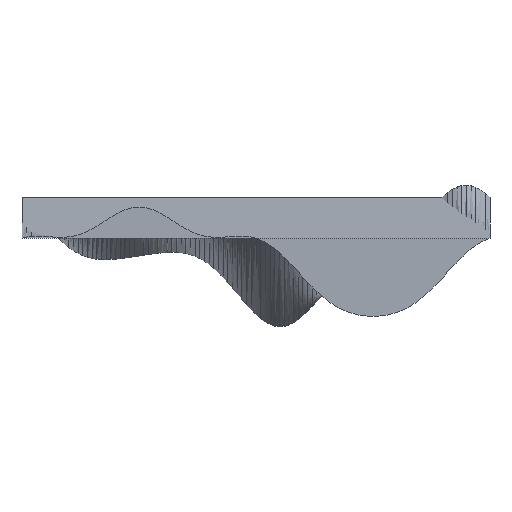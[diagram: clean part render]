
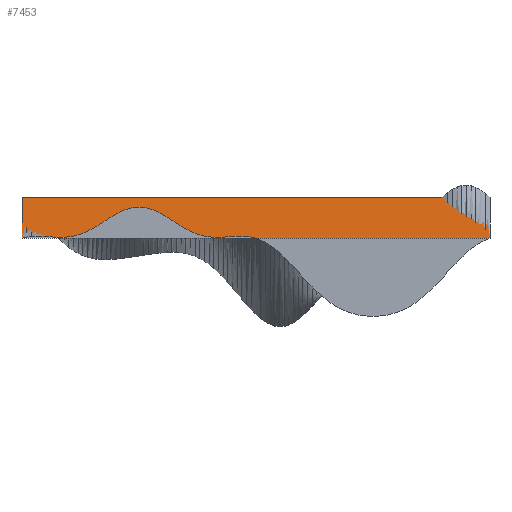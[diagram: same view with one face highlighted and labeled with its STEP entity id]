
A CAD part, top view. The second image highlights one B-rep face of the part: STEP entity #7453.
In plain terms, the highlighted planar face has unit normal (0, 0.916, 0.401).
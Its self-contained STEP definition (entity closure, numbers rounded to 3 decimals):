
#22 = VERTEX_POINT('',#23);
#23 = CARTESIAN_POINT('',(0.,125.,0.));
#32 = B_SPLINE_SURFACE_WITH_KNOTS('',1,1,(
    (#33,#34)
    ,(#35,#36
    )),.UNSPECIFIED.,.F.,.F.,.F.,(2,2),(2,2),(0.,14.153),(0.,1.
    ),.PIECEWISE_BEZIER_KNOTS.);
#33 = CARTESIAN_POINT('',(0.,125.,0.));
#34 = CARTESIAN_POINT('',(0.,37.5,200.));
#35 = CARTESIAN_POINT('',(10.,114.985,0.));
#36 = CARTESIAN_POINT('',(10.,40.066,200.));
#44 = PLANE('',#45);
#45 = AXIS2_PLACEMENT_3D('',#46,#47,#48);
#46 = CARTESIAN_POINT('',(0.,125.,0.));
#47 = DIRECTION('',(0.,0.,-1.));
#48 = DIRECTION('',(1.,0.,0.));
#84 = VERTEX_POINT('',#85);
#85 = CARTESIAN_POINT('',(0.,37.5,200.));
#98 = PLANE('',#99);
#99 = AXIS2_PLACEMENT_3D('',#100,#101,#102);
#100 = CARTESIAN_POINT('',(0.,37.5,200.));
#101 = DIRECTION('',(0.,0.,-1.));
#102 = DIRECTION('',(1.,0.,0.));
#110 = EDGE_CURVE('',#22,#84,#111,.T.);
#111 = SURFACE_CURVE('',#112,(#115,#122),.PCURVE_S1.);
#112 = B_SPLINE_CURVE_WITH_KNOTS('',1,(#113,#114),.UNSPECIFIED.,.F.,.F.,
  (2,2),(0.,1.),.PIECEWISE_BEZIER_KNOTS.);
#113 = CARTESIAN_POINT('',(0.,125.,0.));
#114 = CARTESIAN_POINT('',(0.,37.5,200.));
#115 = PCURVE('',#32,#116);
#116 = DEFINITIONAL_REPRESENTATION('',(#117),#121);
#117 = LINE('',#118,#119);
#118 = CARTESIAN_POINT('',(0.,0.));
#119 = VECTOR('',#120,1.);
#120 = DIRECTION('',(0.,1.));
#121 = ( GEOMETRIC_REPRESENTATION_CONTEXT(2) 
PARAMETRIC_REPRESENTATION_CONTEXT() REPRESENTATION_CONTEXT('2D SPACE',''
  ) );
#122 = PCURVE('',#123,#128);
#123 = PLANE('',#124);
#124 = AXIS2_PLACEMENT_3D('',#125,#126,#127);
#125 = CARTESIAN_POINT('',(1000.,37.5,200.));
#126 = DIRECTION('',(0.,0.916,0.401));
#127 = DIRECTION('',(-1.,0.,0.));
#128 = DEFINITIONAL_REPRESENTATION('',(#129),#132);
#129 = B_SPLINE_CURVE_WITH_KNOTS('',1,(#130,#131),.UNSPECIFIED.,.F.,.F.,
  (2,2),(0.,1.),.PIECEWISE_BEZIER_KNOTS.);
#130 = CARTESIAN_POINT('',(1000.,-218.303));
#131 = CARTESIAN_POINT('',(1000.,0.));
#132 = ( GEOMETRIC_REPRESENTATION_CONTEXT(2) 
PARAMETRIC_REPRESENTATION_CONTEXT() REPRESENTATION_CONTEXT('2D SPACE',''
  ) );
#7353 = B_SPLINE_SURFACE_WITH_KNOTS('',1,1,(
    (#7354,#7355)
    ,(#7356,#7357
    )),.UNSPECIFIED.,.F.,.F.,.F.,(2,2),(2,2),(0.,13.278),(0.,1.
    ),.PIECEWISE_BEZIER_KNOTS.);
#7354 = CARTESIAN_POINT('',(990.,133.735,0.));
#7355 = CARTESIAN_POINT('',(990.,33.754,200.));
#7356 = CARTESIAN_POINT('',(1000.,125.,0.));
#7357 = CARTESIAN_POINT('',(1000.,37.5,200.));
#7390 = VERTEX_POINT('',#7391);
#7391 = CARTESIAN_POINT('',(1000.,125.,0.));
#7412 = EDGE_CURVE('',#7390,#7413,#7415,.T.);
#7413 = VERTEX_POINT('',#7414);
#7414 = CARTESIAN_POINT('',(1000.,37.5,200.));
#7415 = SURFACE_CURVE('',#7416,(#7419,#7426),.PCURVE_S1.);
#7416 = B_SPLINE_CURVE_WITH_KNOTS('',1,(#7417,#7418),.UNSPECIFIED.,.F.,
  .F.,(2,2),(0.,1.),.PIECEWISE_BEZIER_KNOTS.);
#7417 = CARTESIAN_POINT('',(1000.,125.,0.));
#7418 = CARTESIAN_POINT('',(1000.,37.5,200.));
#7419 = PCURVE('',#7353,#7420);
#7420 = DEFINITIONAL_REPRESENTATION('',(#7421),#7425);
#7421 = LINE('',#7422,#7423);
#7422 = CARTESIAN_POINT('',(13.278,0.));
#7423 = VECTOR('',#7424,1.);
#7424 = DIRECTION('',(0.,1.));
#7425 = ( GEOMETRIC_REPRESENTATION_CONTEXT(2) 
PARAMETRIC_REPRESENTATION_CONTEXT() REPRESENTATION_CONTEXT('2D SPACE',''
  ) );
#7426 = PCURVE('',#123,#7427);
#7427 = DEFINITIONAL_REPRESENTATION('',(#7428),#7431);
#7428 = B_SPLINE_CURVE_WITH_KNOTS('',1,(#7429,#7430),.UNSPECIFIED.,.F.,
  .F.,(2,2),(0.,1.),.PIECEWISE_BEZIER_KNOTS.);
#7429 = CARTESIAN_POINT('',(0.,-218.303));
#7430 = CARTESIAN_POINT('',(0.,0.));
#7431 = ( GEOMETRIC_REPRESENTATION_CONTEXT(2) 
PARAMETRIC_REPRESENTATION_CONTEXT() REPRESENTATION_CONTEXT('2D SPACE',''
  ) );
#7453 = ADVANCED_FACE('',(#7454),#123,.T.);
#7454 = FACE_BOUND('',#7455,.T.);
#7455 = EDGE_LOOP('',(#7456,#7477,#7478,#7499));
#7456 = ORIENTED_EDGE('',*,*,#7457,.T.);
#7457 = EDGE_CURVE('',#7390,#22,#7458,.T.);
#7458 = SURFACE_CURVE('',#7459,(#7463,#7470),.PCURVE_S1.);
#7459 = LINE('',#7460,#7461);
#7460 = CARTESIAN_POINT('',(1000.,125.,0.));
#7461 = VECTOR('',#7462,1.);
#7462 = DIRECTION('',(-1.,0.,0.));
#7463 = PCURVE('',#123,#7464);
#7464 = DEFINITIONAL_REPRESENTATION('',(#7465),#7469);
#7465 = LINE('',#7466,#7467);
#7466 = CARTESIAN_POINT('',(0.,-218.303));
#7467 = VECTOR('',#7468,1.);
#7468 = DIRECTION('',(1.,0.));
#7469 = ( GEOMETRIC_REPRESENTATION_CONTEXT(2) 
PARAMETRIC_REPRESENTATION_CONTEXT() REPRESENTATION_CONTEXT('2D SPACE',''
  ) );
#7470 = PCURVE('',#44,#7471);
#7471 = DEFINITIONAL_REPRESENTATION('',(#7472),#7476);
#7472 = LINE('',#7473,#7474);
#7473 = CARTESIAN_POINT('',(1000.,0.));
#7474 = VECTOR('',#7475,1.);
#7475 = DIRECTION('',(-1.,0.));
#7476 = ( GEOMETRIC_REPRESENTATION_CONTEXT(2) 
PARAMETRIC_REPRESENTATION_CONTEXT() REPRESENTATION_CONTEXT('2D SPACE',''
  ) );
#7477 = ORIENTED_EDGE('',*,*,#110,.T.);
#7478 = ORIENTED_EDGE('',*,*,#7479,.F.);
#7479 = EDGE_CURVE('',#7413,#84,#7480,.T.);
#7480 = SURFACE_CURVE('',#7481,(#7485,#7492),.PCURVE_S1.);
#7481 = LINE('',#7482,#7483);
#7482 = CARTESIAN_POINT('',(1000.,37.5,200.));
#7483 = VECTOR('',#7484,1.);
#7484 = DIRECTION('',(-1.,0.,0.));
#7485 = PCURVE('',#123,#7486);
#7486 = DEFINITIONAL_REPRESENTATION('',(#7487),#7491);
#7487 = LINE('',#7488,#7489);
#7488 = CARTESIAN_POINT('',(0.,0.));
#7489 = VECTOR('',#7490,1.);
#7490 = DIRECTION('',(1.,0.));
#7491 = ( GEOMETRIC_REPRESENTATION_CONTEXT(2) 
PARAMETRIC_REPRESENTATION_CONTEXT() REPRESENTATION_CONTEXT('2D SPACE',''
  ) );
#7492 = PCURVE('',#98,#7493);
#7493 = DEFINITIONAL_REPRESENTATION('',(#7494),#7498);
#7494 = LINE('',#7495,#7496);
#7495 = CARTESIAN_POINT('',(1000.,0.));
#7496 = VECTOR('',#7497,1.);
#7497 = DIRECTION('',(-1.,0.));
#7498 = ( GEOMETRIC_REPRESENTATION_CONTEXT(2) 
PARAMETRIC_REPRESENTATION_CONTEXT() REPRESENTATION_CONTEXT('2D SPACE',''
  ) );
#7499 = ORIENTED_EDGE('',*,*,#7412,.F.);
